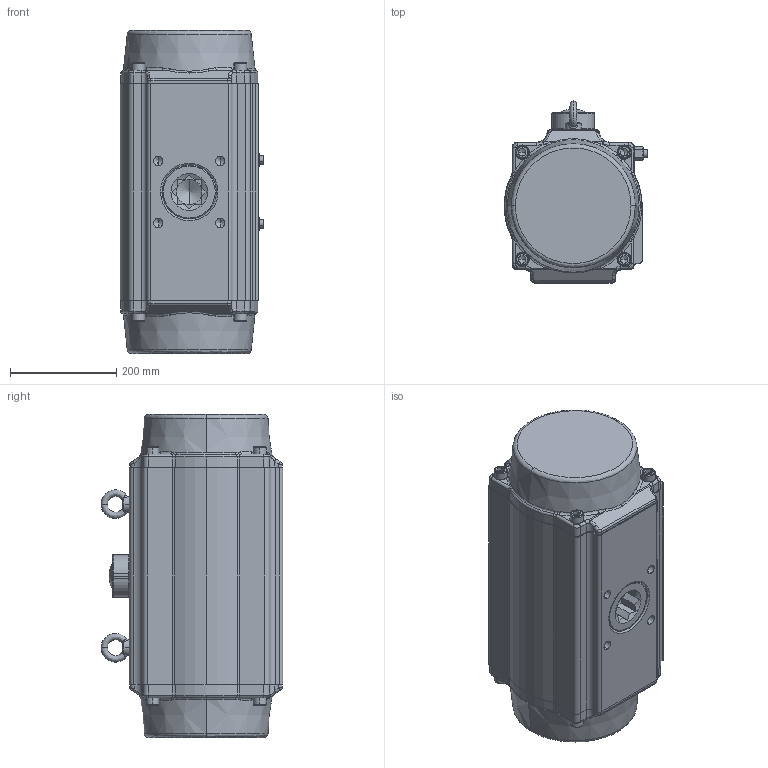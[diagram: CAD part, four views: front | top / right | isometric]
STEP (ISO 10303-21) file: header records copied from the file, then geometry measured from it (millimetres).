
FILE_DESCRIPTION (( 'STEP AP203' ), '1' );
FILE_NAME ('GD-240-090-V46-FG-SA-Doku.step', '2019-01-14T07:39:01', ( '' ), ( '' ), 'SwSTEP 2.0', 'SolidWorks 2018', '' );
FILE_SCHEMA (( 'CONFIG_CONTROL_DESIGN' ));
Products named in the file (1): GD-240-090-V46-FG-SA-Doku
Bounding box: 270.4 x 342 x 608 mm (x, y, z)
Volume: 13653352.2 mm3; surface area: 1750326.9 mm2
Topology: 29 solids, 29 shells, 2979 faces, 7207 edges, 4152 vertices
Faces by surface type: bspline 1164, cylinder 946, plane 698, cone 171
Entity records: 136160 total; most frequent: CARTESIAN_POINT 73861, ORIENTED_EDGE 13926, DIRECTION 11985, EDGE_CURVE 6963, AXIS2_PLACEMENT_3D 4774, VERTEX_POINT 4152, EDGE_LOOP 3145, ADVANCED_FACE 2979
